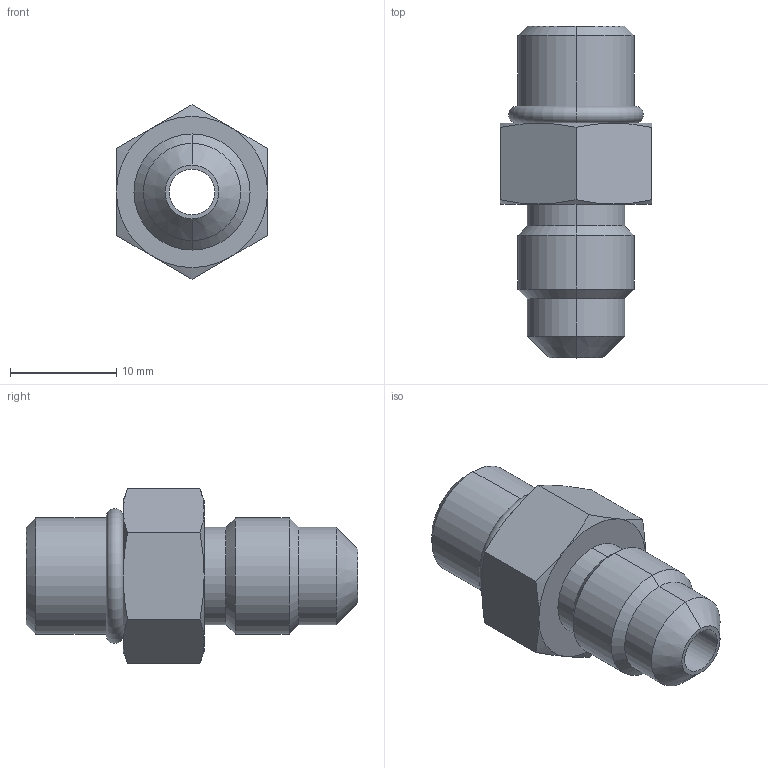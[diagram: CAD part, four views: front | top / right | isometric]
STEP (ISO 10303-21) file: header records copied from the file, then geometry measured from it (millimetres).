
FILE_DESCRIPTION((''),'2;1');
FILE_NAME('ILC30001544','2005-08-23T',('KR'),(''),'PRO/ENGINEER BY PARAMETRIC TECHNOLOGY CORPORATION, 2004290','PRO/ENGINEER BY PARAMETRIC TECHNOLOGY CORPORATION, 2004290','');
FILE_SCHEMA(('AUTOMOTIVE_DESIGN_CC2 { 1 2 10303 214 -1 1 5 2 }'));
Length unit declared in the file: inch
Products named in the file (1): ILC30001544
Bounding box: 14.22 x 31.24 x 16.42 mm (x, y, z)
Volume: 2824.3 mm3; surface area: 1880.5 mm2
Topology: 1 solids, 1 shells, 46 faces, 96 edges, 54 vertices
Faces by surface type: cone 22, cylinder 12, plane 10, torus 2
Entity records: 1748 total; most frequent: CARTESIAN_POINT 340, DIRECTION 208, ORIENTED_EDGE 192, COLOUR_RGB 107, PRESENTATION_STYLE_ASSIGNMENT 99, STYLED_ITEM 97, CURVE_STYLE 96, EDGE_CURVE 96
